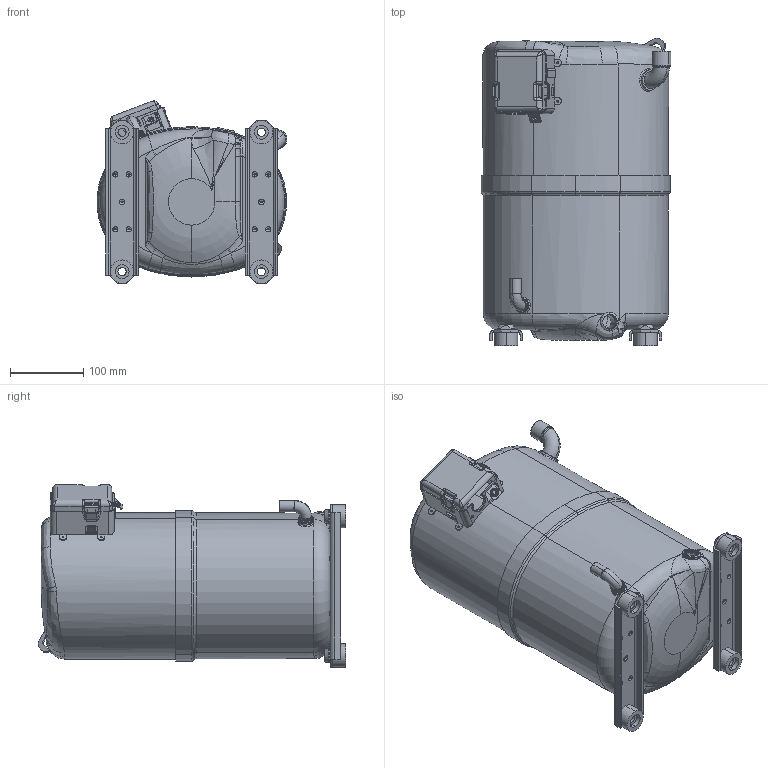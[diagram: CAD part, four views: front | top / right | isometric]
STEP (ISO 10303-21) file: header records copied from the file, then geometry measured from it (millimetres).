
FILE_DESCRIPTION (( 'STEP AP203' ), '1' );
FILE_NAME ('703020F.STEP', '2013-05-20T15:43:01', ( '' ), ( '' ), 'SwSTEP 2.0', 'SolidWorks 2013', '' );
FILE_SCHEMA (( 'CONFIG_CONTROL_DESIGN' ));
Length unit declared in the file: inch
Products named in the file (1): 703020F
Bounding box: 259.45 x 420.41 x 249.26 mm (x, y, z)
Surface area: 498888.8 mm2 (no closed solid volume)
Topology: 0 solids, 27 shells, 621 faces, 1991 edges, 1374 vertices
Faces by surface type: cylinder 193, plane 193, bspline 90, torus 89, sphere 46, cone 10
Entity records: 37755 total; most frequent: CARTESIAN_POINT 21042, DIRECTION 3377, ORIENTED_EDGE 3288, EDGE_CURVE 1967, VERTEX_POINT 1374, AXIS2_PLACEMENT_3D 1267, LINE 843, VECTOR 843
